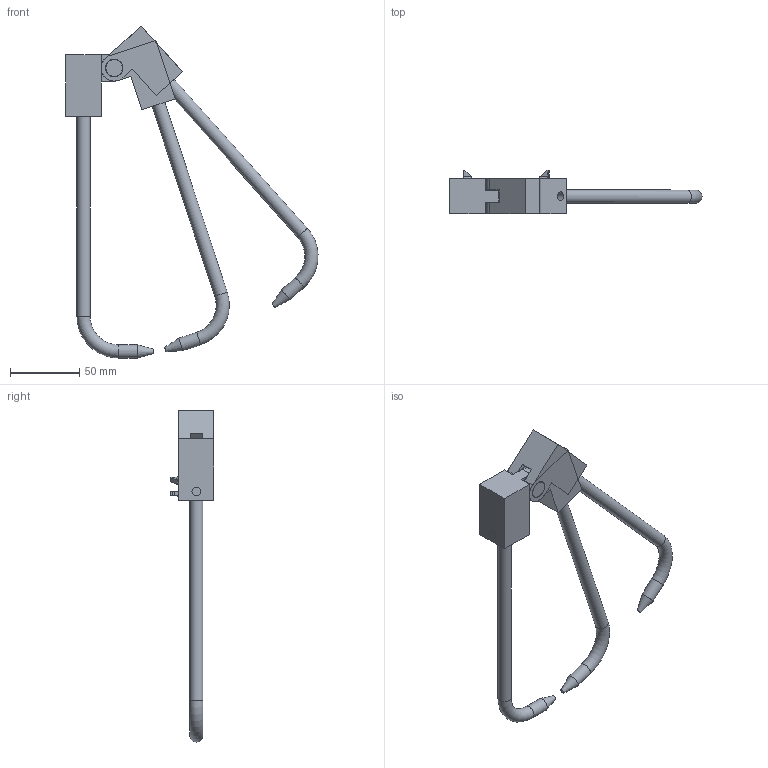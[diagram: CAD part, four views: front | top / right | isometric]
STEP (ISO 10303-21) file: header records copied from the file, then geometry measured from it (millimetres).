
FILE_DESCRIPTION(/* description */ (''),/* implementation_level */ '2;1');
FILE_NAME(/* name */ 'spotweld assy v10.step',/* time_stamp */ '2024-09-17T19:26:50-07:00',/* author */ (''),/* organization */ (''),/* preprocessor_version */ 'ST-DEVELOPER v20',/* originating_system */ 'Autodesk Translation Framework v13.14.0.145',/* authorisation */ '');
FILE_SCHEMA (('AUTOMOTIVE_DESIGN { 1 0 10303 214 3 1 1 }'));
Length unit declared in the file: inch
Products named in the file (5): spotweld assy; SpotWeld bottom; SpotWeld; Component1; Component2
Assembly tree (4 placements, depth 2):
  spotweld assy
    SpotWeld bottom
    SpotWeld
    Component1
    Component2
Bounding box: 182.43 x 31.75 x 240.24 mm (x, y, z)
Volume: 167917.3 mm3; surface area: 56368.1 mm2
Topology: 8 solids, 8 shells, 102 faces, 234 edges, 154 vertices
Faces by surface type: plane 64, cylinder 32, cone 3, torus 3
Full cylindrical faces by diameter (mm): 6.35 x3, 9.525 x10, 11.938 x1, 12.7 x6
Entity records: 3156 total; most frequent: CARTESIAN_POINT 601, DIRECTION 521, ORIENTED_EDGE 468, EDGE_CURVE 234, AXIS2_PLACEMENT_3D 182, LINE 157, VECTOR 157, VERTEX_POINT 154
